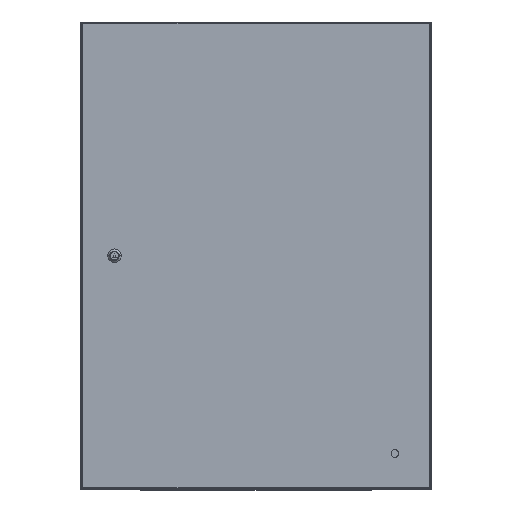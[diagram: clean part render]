
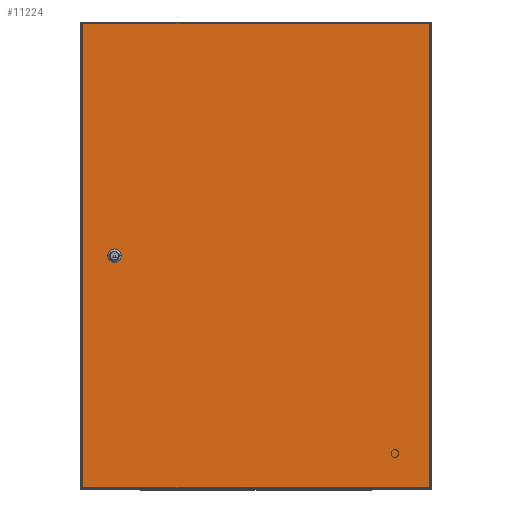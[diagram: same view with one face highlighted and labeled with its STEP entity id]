
A CAD part, top view. The second image highlights one B-rep face of the part: STEP entity #11224.
In plain terms, the highlighted planar face has unit normal (0, 0, 1).
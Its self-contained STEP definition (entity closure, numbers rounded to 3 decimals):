
#89 = DIRECTION ( 'NONE',  ( 0., -1., 0. ) ) ;
#169 = CARTESIAN_POINT ( 'NONE',  ( 297.5, 398.5, 0. ) ) ;
#920 = AXIS2_PLACEMENT_3D ( 'NONE', #36204, #16403, #33347 ) ;
#1171 = EDGE_CURVE ( 'NONE', #31143, #31595, #28677, .T. ) ;
#1232 = AXIS2_PLACEMENT_3D ( 'NONE', #24665, #3918, #12861 ) ;
#1413 = DIRECTION ( 'NONE',  ( 1., 0., 0. ) ) ;
#1946 = FACE_OUTER_BOUND ( 'NONE', #30600, .T. ) ;
#2668 = VERTEX_POINT ( 'NONE', #22119 ) ;
#3394 = EDGE_CURVE ( 'NONE', #2668, #11328, #30409, .T. ) ;
#3797 = CARTESIAN_POINT ( 'NONE',  ( 297.5, 398.5, 0. ) ) ;
#3918 = DIRECTION ( 'NONE',  ( 0., 0., 1. ) ) ;
#3938 = DIRECTION ( 'NONE',  ( 1., 0., 0. ) ) ;
#5824 = DIRECTION ( 'NONE',  ( 0., 0., 1. ) ) ;
#7311 = FACE_BOUND ( 'NONE', #8844, .T. ) ;
#8844 = EDGE_LOOP ( 'NONE', ( #35469, #20817 ) ) ;
#10982 = CARTESIAN_POINT ( 'NONE',  ( -297.5, 398.5, 0. ) ) ;
#11057 = DIRECTION ( 'NONE',  ( 0., 1., 0. ) ) ;
#11224 = ADVANCED_FACE ( 'NONE', ( #7311, #1946 ), #15854, .T. ) ;
#11328 = VERTEX_POINT ( 'NONE', #17490 ) ;
#11526 = ORIENTED_EDGE ( 'NONE', *, *, #20628, .T. ) ;
#12246 = VERTEX_POINT ( 'NONE', #12644 ) ;
#12644 = CARTESIAN_POINT ( 'NONE',  ( 297.5, -398.5, 0. ) ) ;
#12861 = DIRECTION ( 'NONE',  ( 1., 0., 0. ) ) ;
#14211 = CARTESIAN_POINT ( 'NONE',  ( -297.5, 398.5, 0. ) ) ;
#15854 = PLANE ( 'NONE',  #920 ) ;
#16403 = DIRECTION ( 'NONE',  ( 0., 0., 1. ) ) ;
#16545 = ORIENTED_EDGE ( 'NONE', *, *, #1171, .T. ) ;
#17490 = CARTESIAN_POINT ( 'NONE',  ( -231., 0., 0. ) ) ;
#18950 = VERTEX_POINT ( 'NONE', #34666 ) ;
#20628 = EDGE_CURVE ( 'NONE', #12246, #31143, #31587, .T. ) ;
#20817 = ORIENTED_EDGE ( 'NONE', *, *, #3394, .F. ) ;
#21076 = EDGE_CURVE ( 'NONE', #18950, #12246, #26605, .T. ) ;
#22119 = CARTESIAN_POINT ( 'NONE',  ( -254., 0., 0. ) ) ;
#22966 = CARTESIAN_POINT ( 'NONE',  ( -242.5, 0., 0. ) ) ;
#23867 = VECTOR ( 'NONE', #11057, 1000. ) ;
#23972 = VECTOR ( 'NONE', #89, 1000. ) ;
#24665 = CARTESIAN_POINT ( 'NONE',  ( -242.5, 0., 0. ) ) ;
#25237 = VECTOR ( 'NONE', #31539, 1000. ) ;
#25930 = ORIENTED_EDGE ( 'NONE', *, *, #21076, .T. ) ;
#26185 = LINE ( 'NONE', #28482, #23972 ) ;
#26605 = LINE ( 'NONE', #35318, #28770 ) ;
#28423 = CIRCLE ( 'NONE', #30245, 11.5 ) ;
#28482 = CARTESIAN_POINT ( 'NONE',  ( -297.5, 398.5, 0. ) ) ;
#28677 = LINE ( 'NONE', #14211, #25237 ) ;
#28770 = VECTOR ( 'NONE', #3938, 1000. ) ;
#28953 = EDGE_CURVE ( 'NONE', #11328, #2668, #28423, .T. ) ;
#30245 = AXIS2_PLACEMENT_3D ( 'NONE', #22966, #5824, #1413 ) ;
#30409 = CIRCLE ( 'NONE', #1232, 11.5 ) ;
#30600 = EDGE_LOOP ( 'NONE', ( #36458, #25930, #11526, #16545 ) ) ;
#31143 = VERTEX_POINT ( 'NONE', #3797 ) ;
#31539 = DIRECTION ( 'NONE',  ( -1., 0., 0. ) ) ;
#31587 = LINE ( 'NONE', #169, #23867 ) ;
#31595 = VERTEX_POINT ( 'NONE', #10982 ) ;
#31784 = EDGE_CURVE ( 'NONE', #31595, #18950, #26185, .T. ) ;
#33347 = DIRECTION ( 'NONE',  ( 1., 0., 0. ) ) ;
#34666 = CARTESIAN_POINT ( 'NONE',  ( -297.5, -398.5, 0. ) ) ;
#35318 = CARTESIAN_POINT ( 'NONE',  ( -297.5, -398.5, 0. ) ) ;
#35469 = ORIENTED_EDGE ( 'NONE', *, *, #28953, .F. ) ;
#36204 = CARTESIAN_POINT ( 'NONE',  ( 0., 0., 0. ) ) ;
#36458 = ORIENTED_EDGE ( 'NONE', *, *, #31784, .T. ) ;
